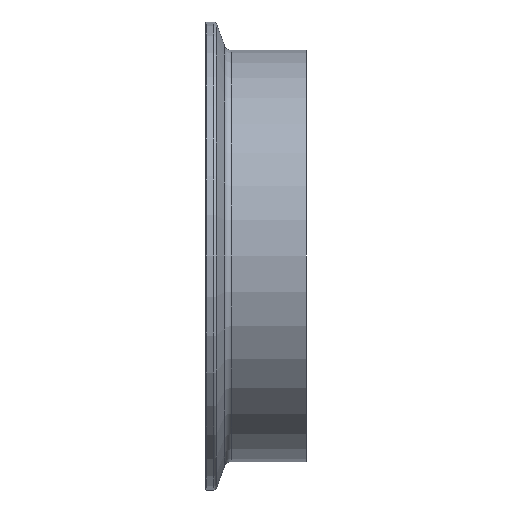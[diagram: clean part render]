
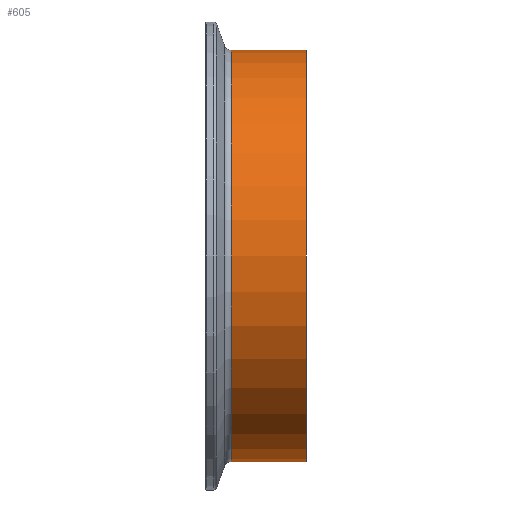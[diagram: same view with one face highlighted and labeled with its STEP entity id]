
A CAD part, front view. The second image highlights one B-rep face of the part: STEP entity #605.
In plain terms, the highlighted cylindrical face has radius 57.15 mm (diameter 114.3 mm), a partial arc.
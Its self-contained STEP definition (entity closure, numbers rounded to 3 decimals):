
#33 = VERTEX_POINT ( 'NONE', #400 ) ;
#122 = CYLINDRICAL_SURFACE ( 'NONE', #190, 57.15 ) ;
#131 = EDGE_CURVE ( 'NONE', #208, #33, #706, .T. ) ;
#136 = CARTESIAN_POINT ( 'NONE',  ( 0., 0., 0. ) ) ;
#139 = AXIS2_PLACEMENT_3D ( 'NONE', #653, #179, #414 ) ;
#145 = CARTESIAN_POINT ( 'NONE',  ( 7.108, 0., -57.15 ) ) ;
#164 = FACE_OUTER_BOUND ( 'NONE', #188, .T. ) ;
#179 = DIRECTION ( 'NONE',  ( -1., 0., 0. ) ) ;
#188 = EDGE_LOOP ( 'NONE', ( #701, #236, #218, #629 ) ) ;
#190 = AXIS2_PLACEMENT_3D ( 'NONE', #136, #359, #310 ) ;
#196 = CARTESIAN_POINT ( 'NONE',  ( 28., 0., 57.15 ) ) ;
#208 = VERTEX_POINT ( 'NONE', #196 ) ;
#218 = ORIENTED_EDGE ( 'NONE', *, *, #131, .T. ) ;
#236 = ORIENTED_EDGE ( 'NONE', *, *, #698, .T. ) ;
#239 = CIRCLE ( 'NONE', #333, 57.15 ) ;
#288 = VERTEX_POINT ( 'NONE', #145 ) ;
#298 = DIRECTION ( 'NONE',  ( 0., 0., 1. ) ) ;
#305 = DIRECTION ( 'NONE',  ( -1., 0., 0. ) ) ;
#310 = DIRECTION ( 'NONE',  ( 0., 0., 1. ) ) ;
#333 = AXIS2_PLACEMENT_3D ( 'NONE', #709, #305, #298 ) ;
#359 = DIRECTION ( 'NONE',  ( -1., 0., 0. ) ) ;
#360 = DIRECTION ( 'NONE',  ( -1., 0., 0. ) ) ;
#367 = CARTESIAN_POINT ( 'NONE',  ( 0., 0., -57.15 ) ) ;
#371 = CIRCLE ( 'NONE', #139, 57.15 ) ;
#394 = VERTEX_POINT ( 'NONE', #734 ) ;
#400 = CARTESIAN_POINT ( 'NONE',  ( 7.108, 0., 57.15 ) ) ;
#414 = DIRECTION ( 'NONE',  ( 0., 0., 1. ) ) ;
#594 = LINE ( 'NONE', #367, #651 ) ;
#605 = ADVANCED_FACE ( 'NONE', ( #164 ), #122, .T. ) ;
#629 = ORIENTED_EDGE ( 'NONE', *, *, #704, .F. ) ;
#641 = DIRECTION ( 'NONE',  ( -1., 0., 0. ) ) ;
#651 = VECTOR ( 'NONE', #641, 1000. ) ;
#653 = CARTESIAN_POINT ( 'NONE',  ( 28., 0., 0. ) ) ;
#660 = EDGE_CURVE ( 'NONE', #394, #288, #594, .T. ) ;
#697 = CARTESIAN_POINT ( 'NONE',  ( 0., 0., 57.15 ) ) ;
#698 = EDGE_CURVE ( 'NONE', #394, #208, #371, .T. ) ;
#701 = ORIENTED_EDGE ( 'NONE', *, *, #660, .F. ) ;
#704 = EDGE_CURVE ( 'NONE', #288, #33, #239, .T. ) ;
#706 = LINE ( 'NONE', #697, #723 ) ;
#709 = CARTESIAN_POINT ( 'NONE',  ( 7.108, 0., 0. ) ) ;
#723 = VECTOR ( 'NONE', #360, 1000. ) ;
#734 = CARTESIAN_POINT ( 'NONE',  ( 28., 0., -57.15 ) ) ;
